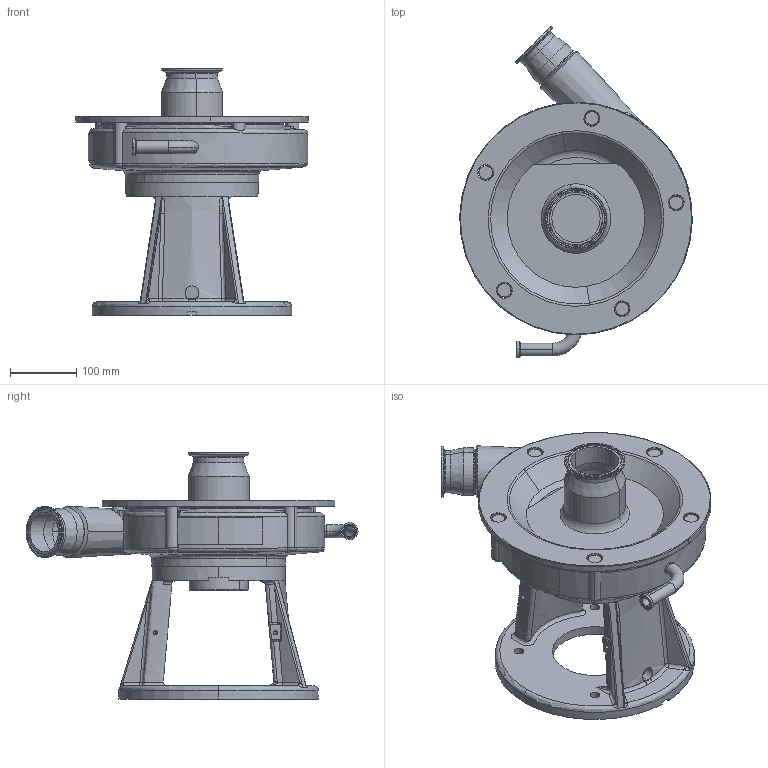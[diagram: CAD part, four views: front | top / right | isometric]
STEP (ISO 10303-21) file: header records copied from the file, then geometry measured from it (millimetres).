
FILE_DESCRIPTION (( 'STEP AP214' ), '1' );
FILE_NAME ('FPX 3551-3552 280TC 45L 3-4 IN ELBOW LEFT DRAIN.STEP', '2023-01-16T20:03:32', ( '' ), ( '' ), 'SwSTEP 2.0', 'SolidWorks 2021', '' );
FILE_SCHEMA (( 'AUTOMOTIVE_DESIGN' ));
Length unit declared in the file: millimetre
Products named in the file (1): FPX 3551-3552 280TC 45L 3-4 IN ELBOW LEFT DRAIN
Bounding box: 349.95 x 499.4 x 370.5 mm (x, y, z)
Volume: 8137480.4 mm3; surface area: 799334.2 mm2
Topology: 1 solids, 2 shells, 542 faces, 1357 edges, 823 vertices
Faces by surface type: cylinder 182, plane 110, bspline 102, cone 77, torus 61, sphere 10
Entity records: 26190 total; most frequent: CARTESIAN_POINT 14161, ORIENTED_EDGE 2682, DIRECTION 2344, EDGE_CURVE 1341, AXIS2_PLACEMENT_3D 981, VERTEX_POINT 823, EDGE_LOOP 588, ADVANCED_FACE 542
